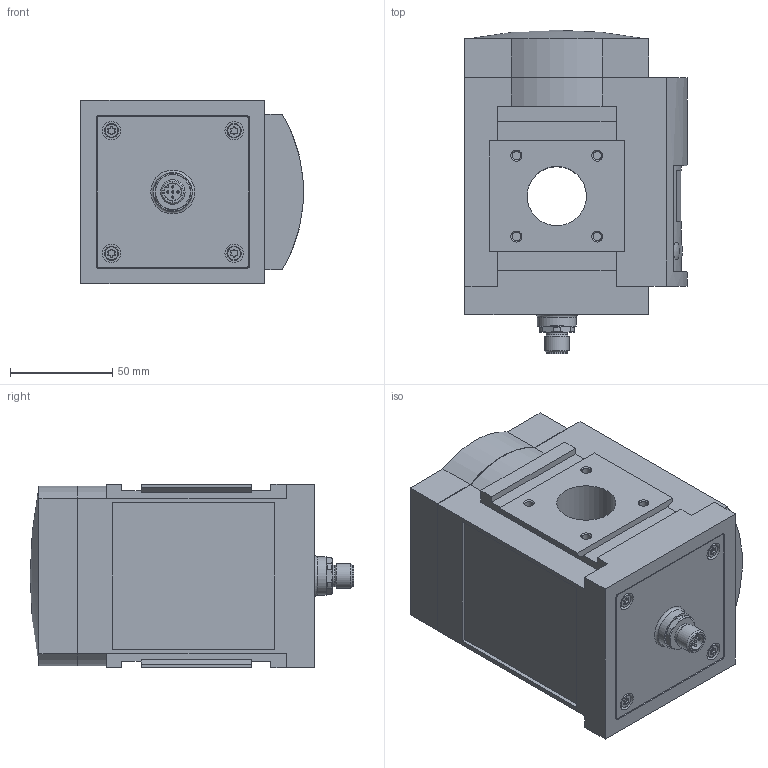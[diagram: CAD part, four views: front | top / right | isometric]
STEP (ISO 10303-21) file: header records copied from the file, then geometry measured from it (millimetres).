
FILE_DESCRIPTION(/* description */ ('STEP AP214'),/* implementation_level */ '2;1');
FILE_NAME(/* name */ '573349_SFAM-90-10000L-M-2SV-M12',/* time_stamp */ '2024-09-15T01:35:39+02:00',/* author */ ('License CC BY-ND 4.0'),/* organization */ ('CADENAS'),/* preprocessor_version */ 'ST-DEVELOPER v19.3',/* originating_system */ 'PARTsolutions',/* authorisation */ ' ');
FILE_SCHEMA (('AUTOMOTIVE_DESIGN {1 0 10303 214 3 1 1}'));
Length unit declared in the file: millimetre
Products named in the file (2): 573349 SFAM-90-10000L-M-2SV-M12; 1030814 SFAML2SV_G
Assembly tree (1 placements, depth 2):
  573349 SFAM-90-10000L-M-2SV-M12
    1030814 SFAML2SV_G
Bounding box: 108.78 x 158.4 x 90 mm (x, y, z)
Volume: 1071906.5 mm3; surface area: 87452.9 mm2
Topology: 1 solids, 1 shells, 301 faces, 745 edges, 485 vertices
Faces by surface type: plane 153, cylinder 103, cone 27, torus 10, sphere 8
Full cylindrical faces by diameter (mm): 1.1 x5, 4.134 x8, 9 x4, 10 x4, 10.5 x2, 11 x4, 12 x1, 19 x1, 29 x1
Entity records: 10673 total; most frequent: CARTESIAN_POINT 1571, DIRECTION 1490, ORIENTED_EDGE 1326, EDGE_CURVE 663, AXIS2_PLACEMENT_3D 557, VERTEX_POINT 465, FACE_BOUND 404, EDGE_LOOP 403
